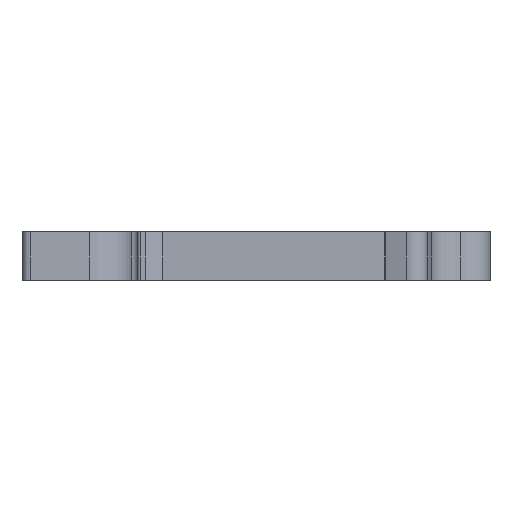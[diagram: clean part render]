
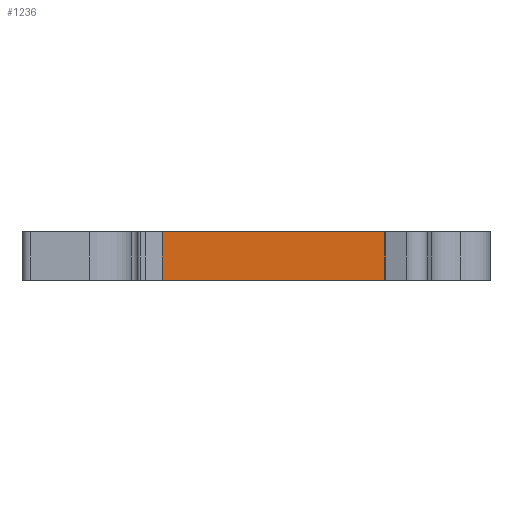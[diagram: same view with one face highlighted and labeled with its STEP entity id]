
A CAD part, front view. The second image highlights one B-rep face of the part: STEP entity #1236.
In plain terms, the highlighted planar face has unit normal (0, -1, 0).
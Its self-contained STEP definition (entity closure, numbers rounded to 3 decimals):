
#330 = CARTESIAN_POINT ( 'NONE',  ( 5.424, -9.759, -0.599 ) ) ;
#442 = LINE ( 'NONE', #1184, #8123 ) ;
#516 = VERTEX_POINT ( 'NONE', #6721 ) ;
#1184 = CARTESIAN_POINT ( 'NONE',  ( 5.424, -9.759, 5.401 ) ) ;
#1236 = ADVANCED_FACE ( 'NONE', ( #1579 ), #6449, .F. ) ;
#1579 = FACE_OUTER_BOUND ( 'NONE', #9931, .T. ) ;
#2019 = VECTOR ( 'NONE', #2239, 1000. ) ;
#2172 = LINE ( 'NONE', #2409, #7162 ) ;
#2239 = DIRECTION ( 'NONE',  ( 0., 0., -1. ) ) ;
#2409 = CARTESIAN_POINT ( 'NONE',  ( -22.901, -9.759, -0.599 ) ) ;
#3416 = DIRECTION ( 'NONE',  ( 1., 0., 0. ) ) ;
#3444 = LINE ( 'NONE', #10702, #11037 ) ;
#3625 = VERTEX_POINT ( 'NONE', #8805 ) ;
#4676 = LINE ( 'NONE', #7213, #2019 ) ;
#4739 = DIRECTION ( 'NONE',  ( 1., 0., 0. ) ) ;
#5125 = EDGE_CURVE ( 'NONE', #5175, #516, #3444, .T. ) ;
#5175 = VERTEX_POINT ( 'NONE', #10790 ) ;
#5976 = CARTESIAN_POINT ( 'NONE',  ( -22.901, -9.759, 5.401 ) ) ;
#6449 = PLANE ( 'NONE',  #7549 ) ;
#6721 = CARTESIAN_POINT ( 'NONE',  ( 5.424, -9.759, 5.401 ) ) ;
#7162 = VECTOR ( 'NONE', #3416, 1000. ) ;
#7205 = DIRECTION ( 'NONE',  ( 0., 0., -1. ) ) ;
#7213 = CARTESIAN_POINT ( 'NONE',  ( -22.901, -9.759, 5.401 ) ) ;
#7549 = AXIS2_PLACEMENT_3D ( 'NONE', #5976, #11702, #10234 ) ;
#8123 = VECTOR ( 'NONE', #7205, 1000. ) ;
#8363 = VERTEX_POINT ( 'NONE', #330 ) ;
#8805 = CARTESIAN_POINT ( 'NONE',  ( -22.901, -9.759, -0.599 ) ) ;
#9176 = EDGE_CURVE ( 'NONE', #5175, #3625, #4676, .T. ) ;
#9233 = EDGE_CURVE ( 'NONE', #3625, #8363, #2172, .T. ) ;
#9287 = ORIENTED_EDGE ( 'NONE', *, *, #5125, .F. ) ;
#9590 = EDGE_CURVE ( 'NONE', #516, #8363, #442, .T. ) ;
#9730 = ORIENTED_EDGE ( 'NONE', *, *, #9176, .T. ) ;
#9931 = EDGE_LOOP ( 'NONE', ( #11175, #12537, #9287, #9730 ) ) ;
#10234 = DIRECTION ( 'NONE',  ( -1., 0., 0. ) ) ;
#10702 = CARTESIAN_POINT ( 'NONE',  ( -22.901, -9.759, 5.401 ) ) ;
#10790 = CARTESIAN_POINT ( 'NONE',  ( -22.901, -9.759, 5.401 ) ) ;
#11037 = VECTOR ( 'NONE', #4739, 1000. ) ;
#11175 = ORIENTED_EDGE ( 'NONE', *, *, #9233, .T. ) ;
#11702 = DIRECTION ( 'NONE',  ( 0., 1., 0. ) ) ;
#12537 = ORIENTED_EDGE ( 'NONE', *, *, #9590, .F. ) ;
